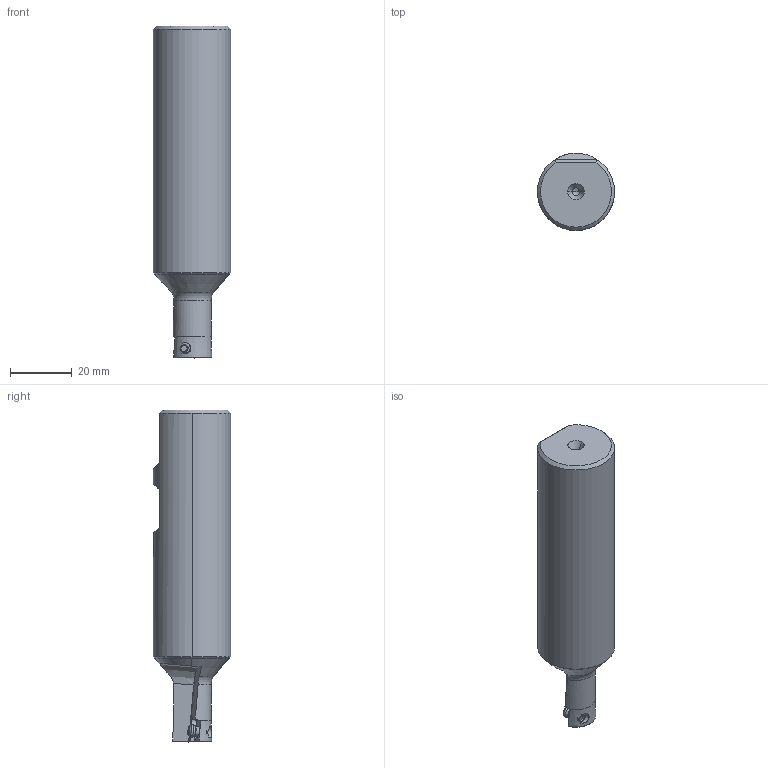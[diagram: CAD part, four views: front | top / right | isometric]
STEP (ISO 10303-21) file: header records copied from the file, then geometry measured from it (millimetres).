
FILE_DESCRIPTION(/* description */ (''),/* implementation_level */ '2;1');
FILE_NAME(/* name */ 'CBJPR141S25.stp',/* time_stamp */ '2017-11-07T09:48:48+09:00',/* author */ (''),/* organization */ (''),/* preprocessor_version */ 'ST-DEVELOPER v16',/* originating_system */ 'SIEMENS PLM Software NX 10.0',/* authorisation */ '');
FILE_SCHEMA (('AUTOMOTIVE_DESIGN { 1 0 10303 214 3 1 1 1 }'));
Length unit declared in the file: millimetre
Products named in the file (1): CBJPR141S25_ASM
Bounding box: 25 x 25 x 107.6 mm (x, y, z)
Volume: 41924.6 mm3; surface area: 8384.3 mm2
Topology: 2 solids, 2 shells, 78 faces, 223 edges, 148 vertices
Faces by surface type: cylinder 29, plane 21, cone 19, torus 6, sphere 2, extrusion 1
Entity records: 3171 total; most frequent: CARTESIAN_POINT 1034, DIRECTION 445, ORIENTED_EDGE 438, EDGE_CURVE 219, AXIS2_PLACEMENT_3D 187, VERTEX_POINT 148, CIRCLE 86, EDGE_LOOP 83
